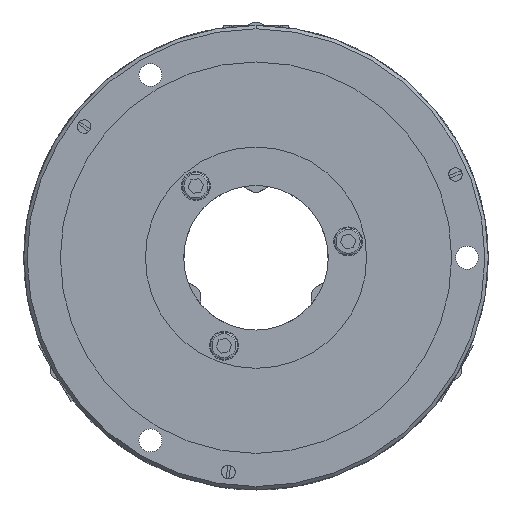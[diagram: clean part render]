
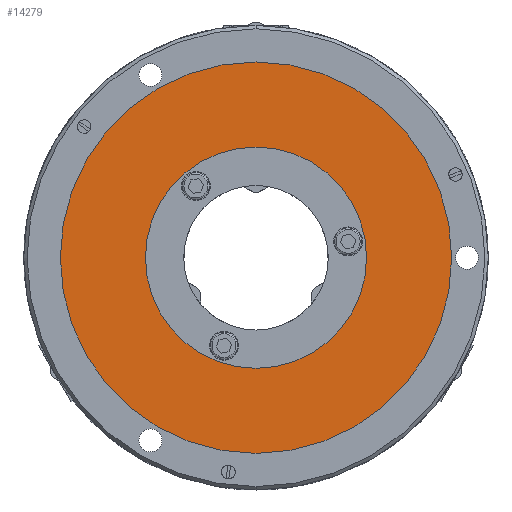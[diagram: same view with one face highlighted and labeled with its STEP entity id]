
A CAD part, front view. The second image highlights one B-rep face of the part: STEP entity #14279.
In plain terms, the highlighted planar face has unit normal (0, -1, 0).
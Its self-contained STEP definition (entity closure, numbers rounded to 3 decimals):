
#1101 = CIRCLE ( 'NONE', #20245, 65. ) ;
#1105 = CARTESIAN_POINT ( 'NONE',  ( 115., 6., 0. ) ) ;
#1479 = ORIENTED_EDGE ( 'NONE', *, *, #3180, .F. ) ;
#2245 = CARTESIAN_POINT ( 'NONE',  ( 0., 6., 0. ) ) ;
#2482 = VERTEX_POINT ( 'NONE', #12063 ) ;
#3180 = EDGE_CURVE ( 'NONE', #2482, #13739, #20837, .T. ) ;
#3762 = DIRECTION ( 'NONE',  ( 0., 1., 0. ) ) ;
#3945 = DIRECTION ( 'NONE',  ( 0., 0., 1. ) ) ;
#4492 = DIRECTION ( 'NONE',  ( 0., 0., 1. ) ) ;
#4727 = FACE_BOUND ( 'NONE', #18884, .T. ) ;
#5103 = AXIS2_PLACEMENT_3D ( 'NONE', #1105, #14615, #4492 ) ;
#5578 = CARTESIAN_POINT ( 'NONE',  ( 0., 6., -65. ) ) ;
#6110 = PLANE ( 'NONE',  #5103 ) ;
#6449 = DIRECTION ( 'NONE',  ( 0., 1., 0. ) ) ;
#6995 = CARTESIAN_POINT ( 'NONE',  ( 0., 6., -115. ) ) ;
#8592 = CARTESIAN_POINT ( 'NONE',  ( 0., 6., 0. ) ) ;
#8742 = EDGE_CURVE ( 'NONE', #19142, #17483, #20019, .T. ) ;
#8944 = ORIENTED_EDGE ( 'NONE', *, *, #18145, .F. ) ;
#10288 = DIRECTION ( 'NONE',  ( 0., 0., 1. ) ) ;
#10914 = AXIS2_PLACEMENT_3D ( 'NONE', #2245, #14066, #3945 ) ;
#10952 = AXIS2_PLACEMENT_3D ( 'NONE', #8592, #20485, #10288 ) ;
#11558 = CARTESIAN_POINT ( 'NONE',  ( 0., 6., 65. ) ) ;
#12063 = CARTESIAN_POINT ( 'NONE',  ( 0., 6., 115. ) ) ;
#13262 = CIRCLE ( 'NONE', #10952, 115. ) ;
#13723 = FACE_OUTER_BOUND ( 'NONE', #16532, .T. ) ;
#13739 = VERTEX_POINT ( 'NONE', #6995 ) ;
#13904 = CARTESIAN_POINT ( 'NONE',  ( 0., 6., 0. ) ) ;
#14066 = DIRECTION ( 'NONE',  ( 0., 1., 0. ) ) ;
#14279 = ADVANCED_FACE ( 'NONE', ( #13723, #4727 ), #6110, .F. ) ;
#14362 = ORIENTED_EDGE ( 'NONE', *, *, #8742, .T. ) ;
#14615 = DIRECTION ( 'NONE',  ( 0., 1., 0. ) ) ;
#15099 = ORIENTED_EDGE ( 'NONE', *, *, #19658, .T. ) ;
#15633 = DIRECTION ( 'NONE',  ( 0., 0., 1. ) ) ;
#16532 = EDGE_LOOP ( 'NONE', ( #1479, #8944 ) ) ;
#16611 = CARTESIAN_POINT ( 'NONE',  ( 0., 6., 0. ) ) ;
#17483 = VERTEX_POINT ( 'NONE', #11558 ) ;
#18145 = EDGE_CURVE ( 'NONE', #13739, #2482, #13262, .T. ) ;
#18323 = DIRECTION ( 'NONE',  ( 0., 0., 1. ) ) ;
#18884 = EDGE_LOOP ( 'NONE', ( #15099, #14362 ) ) ;
#19142 = VERTEX_POINT ( 'NONE', #5578 ) ;
#19658 = EDGE_CURVE ( 'NONE', #17483, #19142, #1101, .T. ) ;
#20019 = CIRCLE ( 'NONE', #10914, 65. ) ;
#20245 = AXIS2_PLACEMENT_3D ( 'NONE', #13904, #3762, #15633 ) ;
#20485 = DIRECTION ( 'NONE',  ( 0., 1., 0. ) ) ;
#20837 = CIRCLE ( 'NONE', #21453, 115. ) ;
#21453 = AXIS2_PLACEMENT_3D ( 'NONE', #16611, #6449, #18323 ) ;
